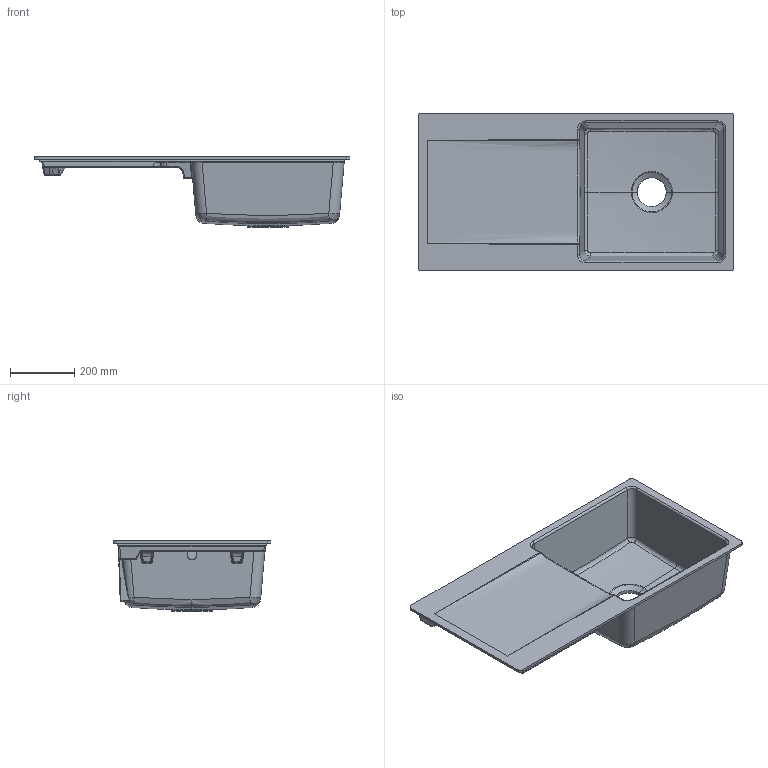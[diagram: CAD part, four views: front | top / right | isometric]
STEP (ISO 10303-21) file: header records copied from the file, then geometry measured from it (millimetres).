
FILE_DESCRIPTION(/* description */ (''),/* implementation_level */ '2;1');
FILE_NAME(/* name */ '33360F_33361F_33362F.stp',/* time_stamp */ '2022-09-06T09:11:10+02:00',/* author */ (''),/* organization */ (''),/* preprocessor_version */ 'ST-DEVELOPER v18.1',/* originating_system */ 'SIEMENS PLM Software NX 1973',/* authorisation */ '');
FILE_SCHEMA (('AUTOMOTIVE_DESIGN { 1 0 10303 214 3 1 1 1 }'));
Length unit declared in the file: millimetre
Products named in the file (1): rupp483C9BACrr74
Bounding box: 980 x 490 x 220 mm (x, y, z)
Volume: 11501565.8 mm3; surface area: 1785021.8 mm2
Topology: 1 solids, 1 shells, 626 faces, 1502 edges, 850 vertices
Faces by surface type: bspline 247, cylinder 198, plane 106, torus 29, sphere 26, cone 19, extrusion 1
Full cylindrical faces by diameter (mm): 13 x2, 20 x1, 30 x1, 90 x1
Entity records: 33109 total; most frequent: CARTESIAN_POINT 20280, ORIENTED_EDGE 2926, DIRECTION 2297, EDGE_CURVE 1463, AXIS2_PLACEMENT_3D 936, VERTEX_POINT 846, EDGE_LOOP 647, ADVANCED_FACE 626
